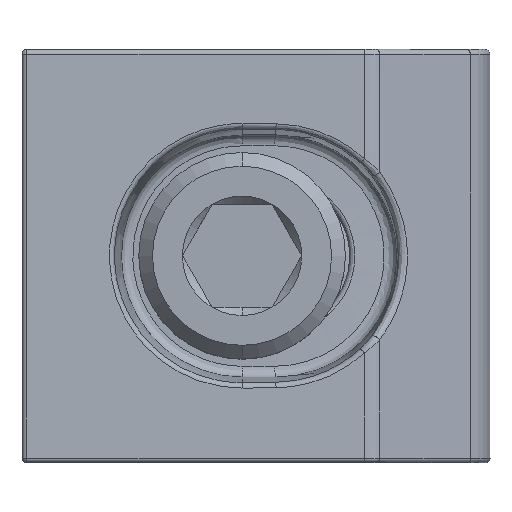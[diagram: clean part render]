
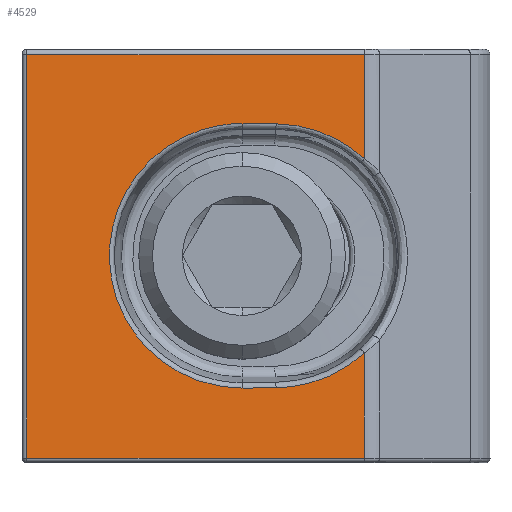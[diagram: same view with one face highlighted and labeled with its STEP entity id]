
A CAD part, top view. The second image highlights one B-rep face of the part: STEP entity #4529.
In plain terms, the highlighted face is planar.
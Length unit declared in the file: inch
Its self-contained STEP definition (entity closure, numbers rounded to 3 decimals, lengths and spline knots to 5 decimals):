
#10 = VERTEX_POINT ( 'NONE', #2929 ) ;
#134 = CARTESIAN_POINT ( 'NONE',  ( 0.06106, -2.87698, -0.17353 ) ) ;
#187 = VERTEX_POINT ( 'NONE', #8111 ) ;
#200 = LINE ( 'NONE', #4754, #4705 ) ;
#246 = CARTESIAN_POINT ( 'NONE',  ( -0.05904, -2.39807, -0.1851 ) ) ;
#321 = DIRECTION ( 'NONE',  ( 0., -1., 0. ) ) ;
#346 = CARTESIAN_POINT ( 'NONE',  ( 0.06106, -2.39917, -0.17353 ) ) ;
#387 = CARTESIAN_POINT ( 'NONE',  ( 0.11694, -2.4213, -0.16815 ) ) ;
#695 = EDGE_CURVE ( 'NONE', #6344, #4048, #5312, .T. ) ;
#722 = EDGE_CURVE ( 'NONE', #2523, #6344, #6638, .T. ) ;
#773 = EDGE_CURVE ( 'NONE', #10, #5996, #7880, .T. ) ;
#888 = DIRECTION ( 'NONE',  ( -0.995, 0.009, -0.096 ) ) ;
#931 = CARTESIAN_POINT ( 'NONE',  ( 0.00008, -2.87753, -0.1794 ) ) ;
#977 = DIRECTION ( 'NONE',  ( -0.995, 0., -0.096 ) ) ;
#1048 = LINE ( 'NONE', #2311, #2622 ) ;
#1446 =( BOUNDED_CURVE ( )  B_SPLINE_CURVE ( 3, ( #5514, #387, #346, #7935 ),
 .UNSPECIFIED., .F., .F. ) 
 B_SPLINE_CURVE_WITH_KNOTS ( ( 4, 4 ),
 ( 3.96742, 4.70329 ),
 .UNSPECIFIED. ) 
 CURVE ( )  GEOMETRIC_REPRESENTATION_ITEM ( )  RATIONAL_B_SPLINE_CURVE ( ( 1., 0.955, 0.955, 1. ) ) 
 REPRESENTATION_ITEM ( '' )  );
#1452 = CARTESIAN_POINT ( 'NONE',  ( 0.17721, -2.27107, -0.16235 ) ) ;
#1601 = CARTESIAN_POINT ( 'NONE',  ( -0.05992, -2.39807, -0.18518 ) ) ;
#1789 = ORIENTED_EDGE ( 'NONE', *, *, #2265, .T. ) ;
#2050 = CARTESIAN_POINT ( 'NONE',  ( 0.00096, -2.87752, -0.17932 ) ) ;
#2265 = EDGE_CURVE ( 'NONE', #6928, #5553, #1048, .T. ) ;
#2311 = CARTESIAN_POINT ( 'NONE',  ( 0.16113, -3.01307, -0.1639 ) ) ;
#2350 = CARTESIAN_POINT ( 'NONE',  ( -0.05904, -2.39807, -0.1851 ) ) ;
#2442 = CARTESIAN_POINT ( 'NONE',  ( -0.05904, -2.87807, -0.1851 ) ) ;
#2457 = ORIENTED_EDGE ( 'NONE', *, *, #2485, .T. ) ;
#2485 = EDGE_CURVE ( 'NONE', #187, #6928, #7054, .T. ) ;
#2523 = VERTEX_POINT ( 'NONE', #3915 ) ;
#2540 = CARTESIAN_POINT ( 'NONE',  ( 0.17721, -3.01307, -0.16235 ) ) ;
#2581 = CARTESIAN_POINT ( 'NONE',  ( 0.00096, -2.87752, -0.17932 ) ) ;
#2622 = VECTOR ( 'NONE', #2980, 39.37008 ) ;
#2664 = EDGE_LOOP ( 'NONE', ( #3149, #3670, #4288, #8012, #4147, #2457, #1789, #7763, #7847, #4279 ) ) ;
#2698 = CARTESIAN_POINT ( 'NONE',  ( 0.16113, -2.27107, -0.1639 ) ) ;
#2747 = CARTESIAN_POINT ( 'NONE',  ( 0.11694, -2.85485, -0.16815 ) ) ;
#2763 = VECTOR ( 'NONE', #977, 39.37008 ) ;
#2785 = CARTESIAN_POINT ( 'NONE',  ( -0.45123, -3.00307, -0.22286 ) ) ;
#2788 = DIRECTION ( 'NONE',  ( 0.995, 0.009, 0.096 ) ) ;
#2929 = CARTESIAN_POINT ( 'NONE',  ( 0.00096, -2.39862, -0.17932 ) ) ;
#2970 = EDGE_CURVE ( 'NONE', #8224, #187, #3891, .T. ) ;
#2980 = DIRECTION ( 'NONE',  ( 0., -1., 0. ) ) ;
#3149 = ORIENTED_EDGE ( 'NONE', *, *, #722, .T. ) ;
#3173 = VECTOR ( 'NONE', #2788, 39.37008 ) ;
#3210 =( BOUNDED_CURVE ( )  B_SPLINE_CURVE ( 3, ( #2350, #4888, #5087, #6207, #4423, #6821, #2442 ),
 .UNSPECIFIED., .F., .T. ) 
 B_SPLINE_CURVE_WITH_KNOTS ( ( 4, 3, 4 ),
 ( 4.70329, 6.28319, 7.86308 ),
 .UNSPECIFIED. ) 
 CURVE ( )  GEOMETRIC_REPRESENTATION_ITEM ( )  RATIONAL_B_SPLINE_CURVE ( ( 1., 0.803, 0.803, 1., 0.803, 0.803, 1. ) ) 
 REPRESENTATION_ITEM ( '' )  );
#3445 = CARTESIAN_POINT ( 'NONE',  ( -0.31615, -3.00307, -0.20985 ) ) ;
#3584 = EDGE_CURVE ( 'NONE', #7245, #8224, #7333, .T. ) ;
#3648 = CARTESIAN_POINT ( 'NONE',  ( 0.16113, -3.00307, -0.1639 ) ) ;
#3670 = ORIENTED_EDGE ( 'NONE', *, *, #695, .T. ) ;
#3679 = VECTOR ( 'NONE', #5671, 39.37008 ) ;
#3856 = DIRECTION ( 'NONE',  ( 0., -1., 0. ) ) ;
#3869 = DIRECTION ( 'NONE',  ( 0.995, 0., 0.096 ) ) ;
#3891 = LINE ( 'NONE', #4433, #3679 ) ;
#3915 = CARTESIAN_POINT ( 'NONE',  ( -0.05904, -2.87807, -0.1851 ) ) ;
#3978 = CARTESIAN_POINT ( 'NONE',  ( 0.16113, -2.8141, -0.1639 ) ) ;
#4048 = VERTEX_POINT ( 'NONE', #6627 ) ;
#4147 = ORIENTED_EDGE ( 'NONE', *, *, #2970, .T. ) ;
#4279 = ORIENTED_EDGE ( 'NONE', *, *, #6200, .T. ) ;
#4288 = ORIENTED_EDGE ( 'NONE', *, *, #7475, .T. ) ;
#4359 = EDGE_CURVE ( 'NONE', #5553, #10, #1446, .T. ) ;
#4367 = PLANE ( 'NONE',  #5728 ) ;
#4423 = CARTESIAN_POINT ( 'NONE',  ( -0.30124, -2.77968, -0.20842 ) ) ;
#4433 = CARTESIAN_POINT ( 'NONE',  ( -0.45123, -3.01307, -0.22286 ) ) ;
#4439 = DIRECTION ( 'NONE',  ( 0.096, 0., -0.995 ) ) ;
#4529 = ADVANCED_FACE ( 'NONE', ( #5598 ), #4367, .T. ) ;
#4601 = VECTOR ( 'NONE', #3869, 39.37008 ) ;
#4705 = VECTOR ( 'NONE', #321, 39.37008 ) ;
#4754 = CARTESIAN_POINT ( 'NONE',  ( 0.16113, -3.01307, -0.1639 ) ) ;
#4888 = CARTESIAN_POINT ( 'NONE',  ( -0.20065, -2.39679, -0.19873 ) ) ;
#5087 = CARTESIAN_POINT ( 'NONE',  ( -0.30124, -2.49646, -0.20842 ) ) ;
#5312 =( BOUNDED_CURVE ( )  B_SPLINE_CURVE ( 3, ( #2581, #134, #2747, #3978 ),
 .UNSPECIFIED., .F., .F. ) 
 B_SPLINE_CURVE_WITH_KNOTS ( ( 4, 4 ),
 ( 1.5799, 2.31577 ),
 .UNSPECIFIED. ) 
 CURVE ( )  GEOMETRIC_REPRESENTATION_ITEM ( )  RATIONAL_B_SPLINE_CURVE ( ( 1., 0.955, 0.955, 1. ) ) 
 REPRESENTATION_ITEM ( '' )  );
#5514 = CARTESIAN_POINT ( 'NONE',  ( 0.16113, -2.46204, -0.1639 ) ) ;
#5553 = VERTEX_POINT ( 'NONE', #8112 ) ;
#5598 = FACE_OUTER_BOUND ( 'NONE', #2664, .T. ) ;
#5671 = DIRECTION ( 'NONE',  ( 0., 1., 0. ) ) ;
#5728 = AXIS2_PLACEMENT_3D ( 'NONE', #2540, #4439, #3856 ) ;
#5996 = VERTEX_POINT ( 'NONE', #246 ) ;
#6197 = VECTOR ( 'NONE', #888, 39.37008 ) ;
#6200 = EDGE_CURVE ( 'NONE', #5996, #2523, #3210, .T. ) ;
#6207 = CARTESIAN_POINT ( 'NONE',  ( -0.30124, -2.63807, -0.20842 ) ) ;
#6344 = VERTEX_POINT ( 'NONE', #2050 ) ;
#6627 = CARTESIAN_POINT ( 'NONE',  ( 0.16113, -2.8141, -0.1639 ) ) ;
#6638 = LINE ( 'NONE', #931, #3173 ) ;
#6821 = CARTESIAN_POINT ( 'NONE',  ( -0.20065, -2.87936, -0.19873 ) ) ;
#6928 = VERTEX_POINT ( 'NONE', #2698 ) ;
#7054 = LINE ( 'NONE', #1452, #4601 ) ;
#7245 = VERTEX_POINT ( 'NONE', #3648 ) ;
#7333 = LINE ( 'NONE', #3445, #2763 ) ;
#7475 = EDGE_CURVE ( 'NONE', #4048, #7245, #200, .T. ) ;
#7763 = ORIENTED_EDGE ( 'NONE', *, *, #4359, .T. ) ;
#7847 = ORIENTED_EDGE ( 'NONE', *, *, #773, .T. ) ;
#7880 = LINE ( 'NONE', #1601, #6197 ) ;
#7935 = CARTESIAN_POINT ( 'NONE',  ( 0.00096, -2.39862, -0.17932 ) ) ;
#8012 = ORIENTED_EDGE ( 'NONE', *, *, #3584, .T. ) ;
#8111 = CARTESIAN_POINT ( 'NONE',  ( -0.45123, -2.27107, -0.22286 ) ) ;
#8112 = CARTESIAN_POINT ( 'NONE',  ( 0.16113, -2.46204, -0.1639 ) ) ;
#8224 = VERTEX_POINT ( 'NONE', #2785 ) ;
